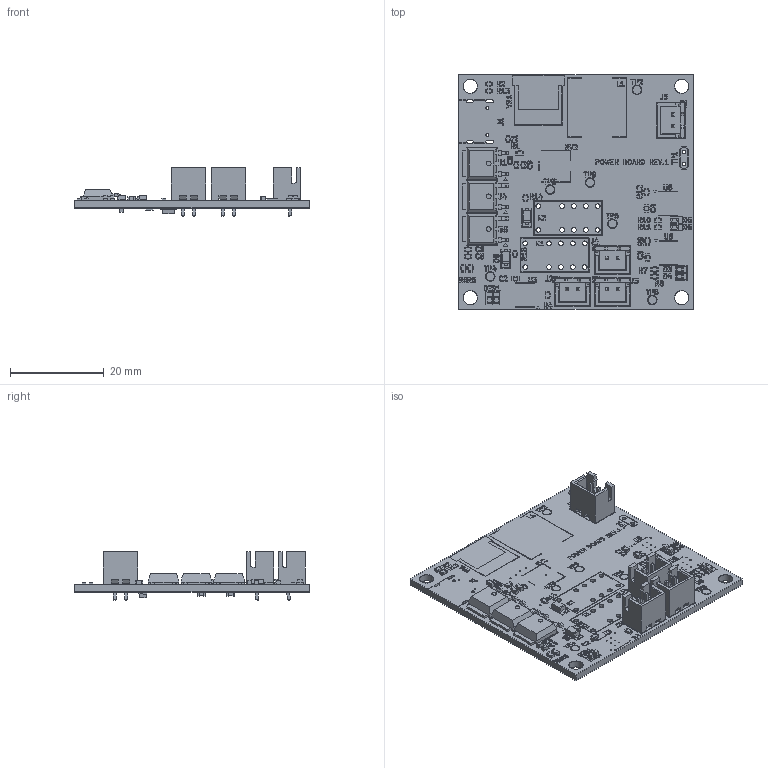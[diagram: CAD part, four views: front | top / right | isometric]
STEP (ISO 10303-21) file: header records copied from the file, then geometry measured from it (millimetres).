
FILE_DESCRIPTION(('KiCad electronic assembly'),'2;1');
FILE_NAME('STM32 RC AUTO.step','2025-10-13T10:40:48',('Pcbnew'),('Kicad' ),'Open CASCADE STEP processor 7.8','KiCad to STEP converter', 'Unknown');
FILE_SCHEMA(('AUTOMOTIVE_DESIGN { 1 0 10303 214 1 1 1 1 }'));
Length unit declared in the file: millimetre
Products named in the file (11): STM32 RC AUTO 1; R_0603_1608Metric; C_0603_1608Metric; LED_0603_1608Metric; D_SOD-123F; JST_XH_B2B-XH-A_1x02_P2.50mm_Vertical; TO-252-2; STM32 RC AUTO 1.20.1; STM32 RC AUTO_silkscreen; STM32 RC AUTO_soldermask; STM32 RC AUTO_PCB
Assembly tree (45 placements, depth 3):
  STM32 RC AUTO 1
    R_0603_1608Metric  x15
    C_0603_1608Metric  x10
    LED_0603_1608Metric  x6
    D_SOD-123F  x3
    JST_XH_B2B-XH-A_1x02_P2.50mm_Vertical  x4
    TO-252-2  x3
      STM32 RC AUTO 1.20.1
    STM32 RC AUTO_silkscreen
    STM32 RC AUTO_soldermask
    STM32 RC AUTO_PCB
Bounding box: 50 x 50 x 10.4 mm (x, y, z)
Volume: 4643.3 mm3; surface area: 12862.7 mm2
Topology: 54 solids, 298 shells, 2029 faces, 8258 edges, 6647 vertices
Faces by surface type: plane 1559, cylinder 440, bspline 30
Full cylindrical faces by diameter (mm): 0.2 x18, 0.3 x35, 0.65 x2, 0.8 x2, 1 x31, 3 x4
Entity records: 50516 total; most frequent: CARTESIAN_POINT 9849, DIRECTION 7629, ORIENTED_EDGE 5841, EDGE_CURVE 4728, VERTEX_POINT 4345, LINE 3227, VECTOR 3227, AXIS2_PLACEMENT_3D 2201
